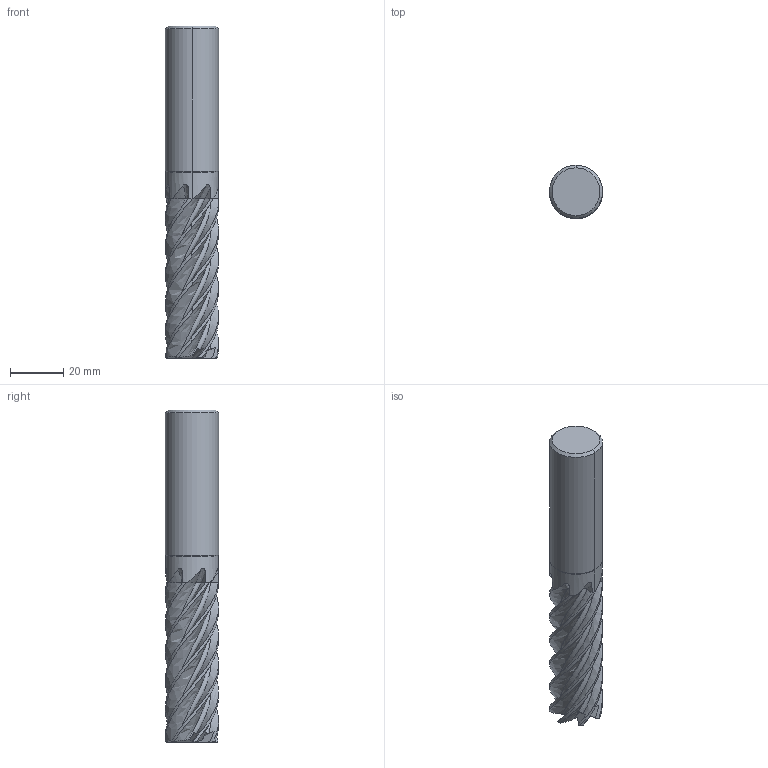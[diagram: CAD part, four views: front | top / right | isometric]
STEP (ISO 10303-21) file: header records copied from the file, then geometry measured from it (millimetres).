
FILE_DESCRIPTION(('no description'),'unknown implementation level');
FILE_NAME('EXPK1-M03-0213-20-Detail.stp',' ',('CIMSOURCE GmbH'),('CADClick - KiM GmbH - www.kimweb.de'),'unknown preprocess','ACIS','unknown authorization');
FILE_SCHEMA(('automotive_design'));
Length unit declared in the file: millimetre
Products named in the file (2): NOCUT; CUT
Bounding box: 20 x 20 x 125 mm (x, y, z)
Volume: 31644 mm3; surface area: 10965.4 mm2
Topology: 2 solids, 2 shells, 186 faces, 500 edges, 314 vertices
Faces by surface type: plane 71, bspline 56, cone 27, revolution 21, torus 7, cylinder 4
Entity records: 37625 total; most frequent: CARTESIAN_POINT 28122, STYLED_ITEM 998, PRESENTATION_STYLE_ASSIGNMENT 998, COLOUR_RGB 998, ORIENTED_EDGE 992, DIRECTION 544, EDGE_CURVE 496, CURVE_STYLE 496
